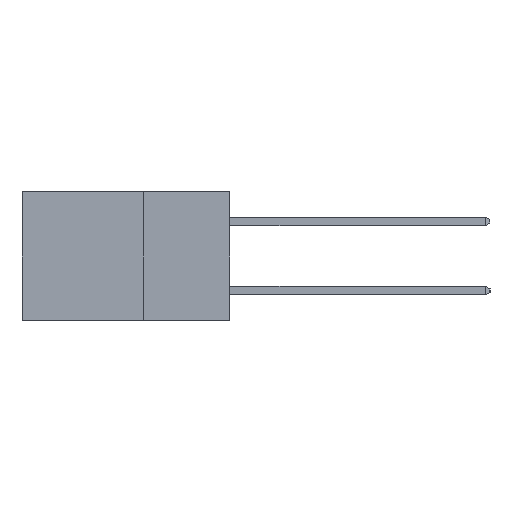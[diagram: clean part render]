
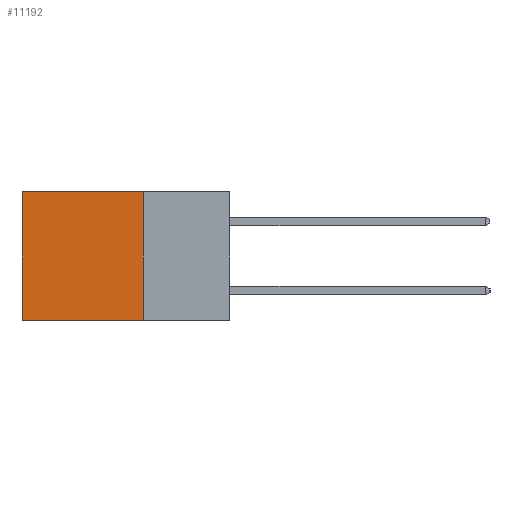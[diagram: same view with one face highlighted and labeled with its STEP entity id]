
A CAD part, left-side view. The second image highlights one B-rep face of the part: STEP entity #11192.
In plain terms, the highlighted planar face has unit normal (-1, 0, 0).
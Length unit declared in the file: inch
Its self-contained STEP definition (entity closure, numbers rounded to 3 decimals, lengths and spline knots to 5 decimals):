
#76 = EDGE_CURVE ( 'NONE', #664, #14571, #7309, .T. ) ;
#125 = DIRECTION ( 'NONE',  ( 1., 0., 0. ) ) ;
#506 = CARTESIAN_POINT ( 'NONE',  ( 0.2615, 0.25, -0.37 ) ) ;
#599 = DIRECTION ( 'NONE',  ( 0., 1., 0. ) ) ;
#664 = VERTEX_POINT ( 'NONE', #7699 ) ;
#735 = EDGE_CURVE ( 'NONE', #14571, #8038, #9240, .T. ) ;
#775 = VECTOR ( 'NONE', #9044, 39.37008 ) ;
#1455 = FACE_OUTER_BOUND ( 'NONE', #13407, .T. ) ;
#2206 = AXIS2_PLACEMENT_3D ( 'NONE', #14207, #125, #10132 ) ;
#2877 = ORIENTED_EDGE ( 'NONE', *, *, #735, .T. ) ;
#4576 = VECTOR ( 'NONE', #5526, 39.37008 ) ;
#4791 = VECTOR ( 'NONE', #599, 39.37008 ) ;
#4939 = EDGE_CURVE ( 'NONE', #10945, #8038, #12670, .T. ) ;
#5152 = EDGE_CURVE ( 'NONE', #664, #10945, #12034, .T. ) ;
#5248 = CARTESIAN_POINT ( 'NONE',  ( 0.2615, 0.6, -0.37 ) ) ;
#5526 = DIRECTION ( 'NONE',  ( 0., 0., -1. ) ) ;
#7309 = LINE ( 'NONE', #7497, #14226 ) ;
#7497 = CARTESIAN_POINT ( 'NONE',  ( 0.2615, 0.25, 0. ) ) ;
#7650 = CARTESIAN_POINT ( 'NONE',  ( 0.2615, 0.25, -0.37 ) ) ;
#7699 = CARTESIAN_POINT ( 'NONE',  ( 0.2615, 0.25, 0. ) ) ;
#8029 = DIRECTION ( 'NONE',  ( 0., 1., 0. ) ) ;
#8038 = VERTEX_POINT ( 'NONE', #5248 ) ;
#8721 = PLANE ( 'NONE',  #2206 ) ;
#9044 = DIRECTION ( 'NONE',  ( 0., 0., -1. ) ) ;
#9240 = LINE ( 'NONE', #9592, #4576 ) ;
#9592 = CARTESIAN_POINT ( 'NONE',  ( 0.2615, 0.6, -0.37 ) ) ;
#10132 = DIRECTION ( 'NONE',  ( 0., 0., -1. ) ) ;
#10945 = VERTEX_POINT ( 'NONE', #11699 ) ;
#11192 = ADVANCED_FACE ( 'NONE', ( #1455 ), #8721, .F. ) ;
#11699 = CARTESIAN_POINT ( 'NONE',  ( 0.2615, 0.25, -0.37 ) ) ;
#12034 = LINE ( 'NONE', #7650, #775 ) ;
#12386 = ORIENTED_EDGE ( 'NONE', *, *, #76, .T. ) ;
#12670 = LINE ( 'NONE', #506, #4791 ) ;
#13407 = EDGE_LOOP ( 'NONE', ( #2877, #16817, #15466, #12386 ) ) ;
#14207 = CARTESIAN_POINT ( 'NONE',  ( 0.2615, 0.25, -0.37 ) ) ;
#14226 = VECTOR ( 'NONE', #8029, 39.37008 ) ;
#14571 = VERTEX_POINT ( 'NONE', #15017 ) ;
#15017 = CARTESIAN_POINT ( 'NONE',  ( 0.2615, 0.6, 0. ) ) ;
#15466 = ORIENTED_EDGE ( 'NONE', *, *, #5152, .F. ) ;
#16817 = ORIENTED_EDGE ( 'NONE', *, *, #4939, .F. ) ;
